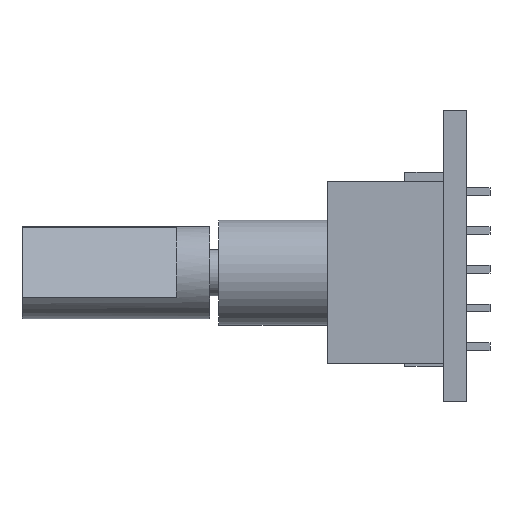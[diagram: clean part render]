
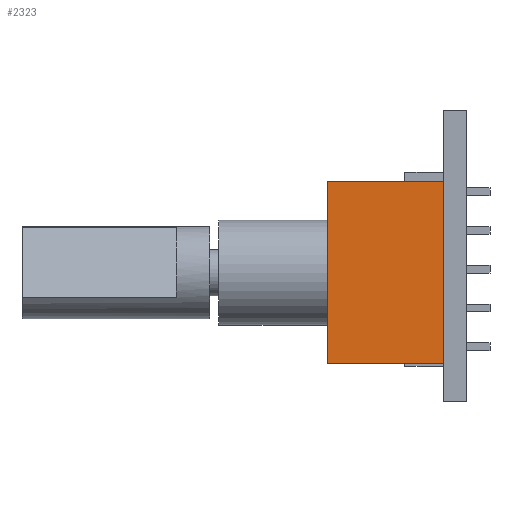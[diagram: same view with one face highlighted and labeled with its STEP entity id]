
A CAD part, left-side view. The second image highlights one B-rep face of the part: STEP entity #2323.
In plain terms, the highlighted planar face has unit normal (-1, 0, 0).
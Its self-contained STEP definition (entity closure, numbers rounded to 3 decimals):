
#67 = CARTESIAN_POINT ( 'NONE',  ( -9.8, 1.5, 4.8 ) ) ;
#281 = CARTESIAN_POINT ( 'NONE',  ( -9.8, 1.5, -6.95 ) ) ;
#292 = DIRECTION ( 'NONE',  ( 0., -1., 0. ) ) ;
#577 = LINE ( 'NONE', #5473, #4527 ) ;
#820 = ORIENTED_EDGE ( 'NONE', *, *, #5511, .T. ) ;
#915 = VERTEX_POINT ( 'NONE', #5462 ) ;
#993 = DIRECTION ( 'NONE',  ( 0., 0., -1. ) ) ;
#1105 = AXIS2_PLACEMENT_3D ( 'NONE', #5128, #4595, #993 ) ;
#1150 = VECTOR ( 'NONE', #5346, 1000. ) ;
#1214 = CARTESIAN_POINT ( 'NONE',  ( -9.8, 1.5, -6.95 ) ) ;
#1280 = ORIENTED_EDGE ( 'NONE', *, *, #4197, .F. ) ;
#1962 = VERTEX_POINT ( 'NONE', #281 ) ;
#2323 = ADVANCED_FACE ( 'NONE', ( #3056 ), #3595, .F. ) ;
#2870 = LINE ( 'NONE', #4381, #4081 ) ;
#3056 = FACE_OUTER_BOUND ( 'NONE', #4995, .T. ) ;
#3180 = ORIENTED_EDGE ( 'NONE', *, *, #4787, .T. ) ;
#3595 = PLANE ( 'NONE',  #1105 ) ;
#3628 = ORIENTED_EDGE ( 'NONE', *, *, #6621, .F. ) ;
#3825 = VERTEX_POINT ( 'NONE', #4490 ) ;
#3960 = VECTOR ( 'NONE', #5080, 1000. ) ;
#4081 = VECTOR ( 'NONE', #292, 1000. ) ;
#4197 = EDGE_CURVE ( 'NONE', #915, #5238, #577, .T. ) ;
#4381 = CARTESIAN_POINT ( 'NONE',  ( -9.8, 9., -6.95 ) ) ;
#4490 = CARTESIAN_POINT ( 'NONE',  ( -9.8, 9., -6.95 ) ) ;
#4527 = VECTOR ( 'NONE', #5993, 1000. ) ;
#4555 = CARTESIAN_POINT ( 'NONE',  ( -9.8, 9., -6.95 ) ) ;
#4595 = DIRECTION ( 'NONE',  ( 1., 0., 0. ) ) ;
#4787 = EDGE_CURVE ( 'NONE', #1962, #5238, #5266, .T. ) ;
#4995 = EDGE_LOOP ( 'NONE', ( #3180, #1280, #3628, #820 ) ) ;
#5080 = DIRECTION ( 'NONE',  ( 0., 0., 1. ) ) ;
#5128 = CARTESIAN_POINT ( 'NONE',  ( -9.8, 9., -6.95 ) ) ;
#5238 = VERTEX_POINT ( 'NONE', #67 ) ;
#5266 = LINE ( 'NONE', #1214, #1150 ) ;
#5346 = DIRECTION ( 'NONE',  ( 0., 0., 1. ) ) ;
#5347 = LINE ( 'NONE', #4555, #3960 ) ;
#5462 = CARTESIAN_POINT ( 'NONE',  ( -9.8, 9., 4.8 ) ) ;
#5473 = CARTESIAN_POINT ( 'NONE',  ( -9.8, 9., 4.8 ) ) ;
#5511 = EDGE_CURVE ( 'NONE', #3825, #1962, #2870, .T. ) ;
#5993 = DIRECTION ( 'NONE',  ( 0., -1., 0. ) ) ;
#6621 = EDGE_CURVE ( 'NONE', #3825, #915, #5347, .T. ) ;
